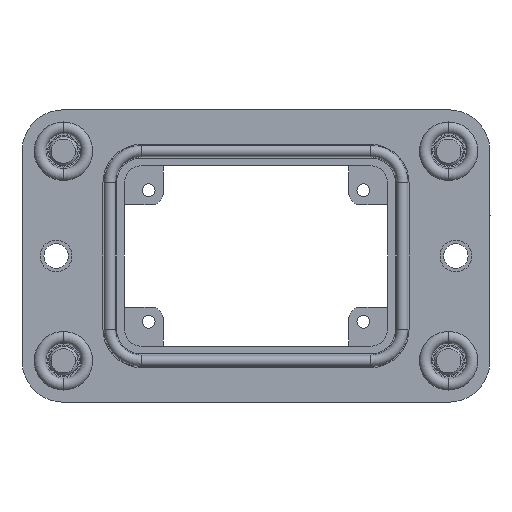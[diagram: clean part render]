
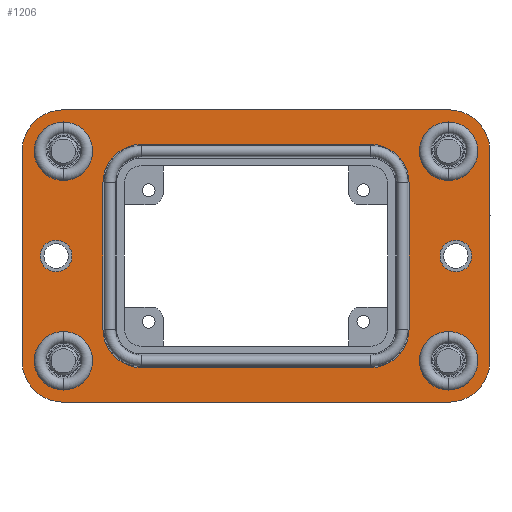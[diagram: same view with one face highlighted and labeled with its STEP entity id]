
A CAD part, front view. The second image highlights one B-rep face of the part: STEP entity #1206.
In plain terms, the highlighted planar face has unit normal (0, -1, 0).
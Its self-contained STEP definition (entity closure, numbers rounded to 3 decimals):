
#1206=ADVANCED_FACE('',(#2087,#2088,#2089,#2090,#2091,#2092,#2093,#2094),
#1474,.F.);
#1474=PLANE('',#9468);
#1761=CIRCLE('',#9202,7.9);
#1763=CIRCLE('',#9206,7.9);
#1765=CIRCLE('',#9210,7.9);
#1767=CIRCLE('',#9214,7.9);
#1785=CIRCLE('',#9244,3.25);
#1786=CIRCLE('',#9246,3.25);
#1817=CIRCLE('',#9302,3.25);
#1818=CIRCLE('',#9304,3.25);
#1841=CIRCLE('',#9342,6.);
#1842=CIRCLE('',#9344,6.);
#1863=CIRCLE('',#9380,6.);
#1864=CIRCLE('',#9382,6.);
#1887=CIRCLE('',#9420,6.);
#1888=CIRCLE('',#9422,6.);
#1909=CIRCLE('',#9458,6.);
#1910=CIRCLE('',#9460,6.);
#1911=CIRCLE('',#9462,8.5);
#1913=CIRCLE('',#9465,8.5);
#1914=CIRCLE('',#9466,8.5);
#1915=CIRCLE('',#9467,8.5);
#2087=FACE_BOUND('',#2574,.T.);
#2088=FACE_BOUND('',#2575,.T.);
#2089=FACE_BOUND('',#2576,.T.);
#2090=FACE_BOUND('',#2577,.T.);
#2091=FACE_BOUND('',#2578,.T.);
#2092=FACE_BOUND('',#2579,.T.);
#2093=FACE_BOUND('',#2580,.T.);
#2094=FACE_BOUND('',#2581,.T.);
#2574=EDGE_LOOP('',(#5958,#5959,#5960,#5961,#5962,#5963,#5964,#5965));
#2575=EDGE_LOOP('',(#5966,#5967));
#2576=EDGE_LOOP('',(#5968,#5969));
#2577=EDGE_LOOP('',(#5970,#5971));
#2578=EDGE_LOOP('',(#5972,#5973));
#2579=EDGE_LOOP('',(#5974,#5975));
#2580=EDGE_LOOP('',(#5976,#5977));
#2581=EDGE_LOOP('',(#5978,#5979,#5980,#5981,#5982,#5983,#5984,#5985));
#3157=LINE('',#14247,#3806);
#3161=LINE('',#14259,#3810);
#3167=LINE('',#14277,#3816);
#3170=LINE('',#14285,#3819);
#3245=LINE('',#14815,#3894);
#3246=LINE('',#14819,#3895);
#3247=LINE('',#14823,#3896);
#3248=LINE('',#14827,#3897);
#3806=VECTOR('',#11212,1.);
#3810=VECTOR('',#11224,1.);
#3816=VECTOR('',#11238,1.);
#3819=VECTOR('',#11251,1.);
#3894=VECTOR('',#11820,1.);
#3895=VECTOR('',#11823,1.);
#3896=VECTOR('',#11826,1.);
#3897=VECTOR('',#11829,1.);
#5958=ORIENTED_EDGE('',*,*,#8113,.T.);
#5959=ORIENTED_EDGE('',*,*,#8117,.T.);
#5960=ORIENTED_EDGE('',*,*,#8119,.T.);
#5961=ORIENTED_EDGE('',*,*,#8109,.T.);
#5962=ORIENTED_EDGE('',*,*,#8106,.T.);
#5963=ORIENTED_EDGE('',*,*,#8103,.T.);
#5964=ORIENTED_EDGE('',*,*,#8100,.T.);
#5965=ORIENTED_EDGE('',*,*,#8122,.T.);
#5966=ORIENTED_EDGE('',*,*,#8146,.T.);
#5967=ORIENTED_EDGE('',*,*,#8149,.T.);
#5968=ORIENTED_EDGE('',*,*,#8207,.T.);
#5969=ORIENTED_EDGE('',*,*,#8209,.T.);
#5970=ORIENTED_EDGE('',*,*,#8241,.T.);
#5971=ORIENTED_EDGE('',*,*,#8243,.T.);
#5972=ORIENTED_EDGE('',*,*,#8275,.T.);
#5973=ORIENTED_EDGE('',*,*,#8277,.T.);
#5974=ORIENTED_EDGE('',*,*,#8309,.T.);
#5975=ORIENTED_EDGE('',*,*,#8311,.T.);
#5976=ORIENTED_EDGE('',*,*,#8343,.T.);
#5977=ORIENTED_EDGE('',*,*,#8345,.T.);
#5978=ORIENTED_EDGE('',*,*,#8350,.T.);
#5979=ORIENTED_EDGE('',*,*,#8351,.T.);
#5980=ORIENTED_EDGE('',*,*,#8352,.T.);
#5981=ORIENTED_EDGE('',*,*,#8353,.T.);
#5982=ORIENTED_EDGE('',*,*,#8354,.T.);
#5983=ORIENTED_EDGE('',*,*,#8355,.T.);
#5984=ORIENTED_EDGE('',*,*,#8356,.T.);
#5985=ORIENTED_EDGE('',*,*,#8346,.T.);
#7035=VERTEX_POINT('',#14240);
#7036=VERTEX_POINT('',#14242);
#7038=VERTEX_POINT('',#14248);
#7040=VERTEX_POINT('',#14254);
#7042=VERTEX_POINT('',#14260);
#7045=VERTEX_POINT('',#14267);
#7046=VERTEX_POINT('',#14269);
#7048=VERTEX_POINT('',#14275);
#7066=VERTEX_POINT('',#14336);
#7067=VERTEX_POINT('',#14337);
#7102=VERTEX_POINT('',#14499);
#7103=VERTEX_POINT('',#14501);
#7122=VERTEX_POINT('',#14569);
#7123=VERTEX_POINT('',#14571);
#7142=VERTEX_POINT('',#14649);
#7143=VERTEX_POINT('',#14651);
#7162=VERTEX_POINT('',#14719);
#7163=VERTEX_POINT('',#14721);
#7182=VERTEX_POINT('',#14799);
#7183=VERTEX_POINT('',#14801);
#7184=VERTEX_POINT('',#14807);
#7185=VERTEX_POINT('',#14808);
#7188=VERTEX_POINT('',#14816);
#7189=VERTEX_POINT('',#14818);
#7190=VERTEX_POINT('',#14820);
#7191=VERTEX_POINT('',#14822);
#7192=VERTEX_POINT('',#14824);
#7193=VERTEX_POINT('',#14826);
#8100=EDGE_CURVE('',#7036,#7035,#1761,.T.);
#8103=EDGE_CURVE('',#7038,#7036,#3157,.T.);
#8106=EDGE_CURVE('',#7040,#7038,#1763,.T.);
#8109=EDGE_CURVE('',#7042,#7040,#3161,.T.);
#8113=EDGE_CURVE('',#7046,#7045,#1765,.T.);
#8117=EDGE_CURVE('',#7045,#7048,#3167,.T.);
#8119=EDGE_CURVE('',#7048,#7042,#1767,.T.);
#8122=EDGE_CURVE('',#7035,#7046,#3170,.T.);
#8146=EDGE_CURVE('',#7066,#7067,#1785,.T.);
#8149=EDGE_CURVE('',#7067,#7066,#1786,.T.);
#8207=EDGE_CURVE('',#7103,#7102,#1817,.T.);
#8209=EDGE_CURVE('',#7102,#7103,#1818,.T.);
#8241=EDGE_CURVE('',#7123,#7122,#1841,.T.);
#8243=EDGE_CURVE('',#7122,#7123,#1842,.T.);
#8275=EDGE_CURVE('',#7143,#7142,#1863,.T.);
#8277=EDGE_CURVE('',#7142,#7143,#1864,.T.);
#8309=EDGE_CURVE('',#7163,#7162,#1887,.T.);
#8311=EDGE_CURVE('',#7162,#7163,#1888,.T.);
#8343=EDGE_CURVE('',#7183,#7182,#1909,.T.);
#8345=EDGE_CURVE('',#7182,#7183,#1910,.T.);
#8346=EDGE_CURVE('',#7184,#7185,#1911,.T.);
#8350=EDGE_CURVE('',#7185,#7188,#3245,.T.);
#8351=EDGE_CURVE('',#7188,#7189,#1913,.T.);
#8352=EDGE_CURVE('',#7189,#7190,#3246,.T.);
#8353=EDGE_CURVE('',#7190,#7191,#1914,.T.);
#8354=EDGE_CURVE('',#7191,#7192,#3247,.T.);
#8355=EDGE_CURVE('',#7192,#7193,#1915,.T.);
#8356=EDGE_CURVE('',#7193,#7184,#3248,.T.);
#9202=AXIS2_PLACEMENT_3D('',#14241,#11205,#11206);
#9206=AXIS2_PLACEMENT_3D('',#14253,#11217,#11218);
#9210=AXIS2_PLACEMENT_3D('',#14268,#11230,#11231);
#9214=AXIS2_PLACEMENT_3D('',#14280,#11242,#11243);
#9244=AXIS2_PLACEMENT_3D('',#14335,#11311,#11312);
#9246=AXIS2_PLACEMENT_3D('',#14341,#11317,#11318);
#9302=AXIS2_PLACEMENT_3D('',#14500,#11451,#11452);
#9304=AXIS2_PLACEMENT_3D('',#14504,#11456,#11457);
#9342=AXIS2_PLACEMENT_3D('',#14570,#11541,#11542);
#9344=AXIS2_PLACEMENT_3D('',#14574,#11546,#11547);
#9380=AXIS2_PLACEMENT_3D('',#14650,#11627,#11628);
#9382=AXIS2_PLACEMENT_3D('',#14654,#11632,#11633);
#9420=AXIS2_PLACEMENT_3D('',#14720,#11717,#11718);
#9422=AXIS2_PLACEMENT_3D('',#14724,#11722,#11723);
#9458=AXIS2_PLACEMENT_3D('',#14800,#11803,#11804);
#9460=AXIS2_PLACEMENT_3D('',#14804,#11808,#11809);
#9462=AXIS2_PLACEMENT_3D('',#14806,#11812,#11813);
#9465=AXIS2_PLACEMENT_3D('',#14817,#11821,#11822);
#9466=AXIS2_PLACEMENT_3D('',#14821,#11824,#11825);
#9467=AXIS2_PLACEMENT_3D('',#14825,#11827,#11828);
#9468=AXIS2_PLACEMENT_3D('',#14828,#11830,#11831);
#11205=DIRECTION('',(0.,1.,0.));
#11206=DIRECTION('',(0.,0.,-1.));
#11212=DIRECTION('',(-1.,0.,0.));
#11217=DIRECTION('',(0.,1.,0.));
#11218=DIRECTION('',(1.,0.,0.));
#11224=DIRECTION('',(0.,0.,-1.));
#11230=DIRECTION('',(0.,1.,0.));
#11231=DIRECTION('',(-1.,0.,0.));
#11238=DIRECTION('',(1.,0.,0.));
#11242=DIRECTION('',(0.,1.,0.));
#11243=DIRECTION('',(0.,0.,1.));
#11251=DIRECTION('',(0.,0.,1.));
#11311=DIRECTION('',(0.,1.,0.));
#11312=DIRECTION('',(0.,0.,1.));
#11317=DIRECTION('',(0.,1.,0.));
#11318=DIRECTION('',(0.,0.,-1.));
#11451=DIRECTION('',(0.,1.,0.));
#11452=DIRECTION('',(0.,0.,-1.));
#11456=DIRECTION('',(0.,1.,0.));
#11457=DIRECTION('',(0.,0.,1.));
#11541=DIRECTION('',(0.,1.,0.));
#11542=DIRECTION('',(0.,0.,-1.));
#11546=DIRECTION('',(0.,1.,0.));
#11547=DIRECTION('',(0.,0.,1.));
#11627=DIRECTION('',(0.,1.,0.));
#11628=DIRECTION('',(0.,0.,-1.));
#11632=DIRECTION('',(0.,1.,0.));
#11633=DIRECTION('',(0.,0.,1.));
#11717=DIRECTION('',(0.,1.,0.));
#11718=DIRECTION('',(0.,0.,-1.));
#11722=DIRECTION('',(0.,1.,0.));
#11723=DIRECTION('',(0.,0.,1.));
#11803=DIRECTION('',(0.,1.,0.));
#11804=DIRECTION('',(0.,0.,-1.));
#11808=DIRECTION('',(0.,1.,0.));
#11809=DIRECTION('',(0.,0.,1.));
#11812=DIRECTION('',(0.,-1.,0.));
#11813=DIRECTION('',(0.,0.,-1.));
#11820=DIRECTION('',(0.,0.,1.));
#11821=DIRECTION('',(0.,-1.,0.));
#11822=DIRECTION('',(1.,0.,0.));
#11823=DIRECTION('',(-1.,0.,0.));
#11824=DIRECTION('',(0.,-1.,0.));
#11825=DIRECTION('',(0.,0.,1.));
#11826=DIRECTION('',(0.,0.,-1.));
#11827=DIRECTION('',(0.,-1.,0.));
#11828=DIRECTION('',(-1.,0.,0.));
#11829=DIRECTION('',(1.,0.,0.));
#11830=DIRECTION('',(0.,1.,0.));
#11831=DIRECTION('',(0.,0.,1.));
#14240=CARTESIAN_POINT('',(-31.4,-8.,-15.));
#14241=CARTESIAN_POINT('',(-23.5,-8.,-15.));
#14242=CARTESIAN_POINT('',(-23.5,-8.,-22.9));
#14247=CARTESIAN_POINT('',(23.5,-8.,-22.9));
#14248=CARTESIAN_POINT('',(23.5,-8.,-22.9));
#14253=CARTESIAN_POINT('',(23.5,-8.,-15.));
#14254=CARTESIAN_POINT('',(31.4,-8.,-15.));
#14259=CARTESIAN_POINT('',(31.4,-8.,15.));
#14260=CARTESIAN_POINT('',(31.4,-8.,15.));
#14267=CARTESIAN_POINT('',(-23.5,-8.,22.9));
#14268=CARTESIAN_POINT('',(-23.5,-8.,15.));
#14269=CARTESIAN_POINT('',(-31.4,-8.,15.));
#14275=CARTESIAN_POINT('',(23.5,-8.,22.9));
#14277=CARTESIAN_POINT('',(-23.5,-8.,22.9));
#14280=CARTESIAN_POINT('',(23.5,-8.,15.));
#14285=CARTESIAN_POINT('',(-31.4,-8.,-15.));
#14335=CARTESIAN_POINT('',(-41.,-8.,0.));
#14336=CARTESIAN_POINT('',(-41.,-8.,3.25));
#14337=CARTESIAN_POINT('',(-41.,-8.,-3.25));
#14341=CARTESIAN_POINT('',(-41.,-8.,0.));
#14499=CARTESIAN_POINT('',(41.,-8.,3.25));
#14500=CARTESIAN_POINT('',(41.,-8.,0.));
#14501=CARTESIAN_POINT('',(41.,-8.,-3.25));
#14504=CARTESIAN_POINT('',(41.,-8.,0.));
#14569=CARTESIAN_POINT('',(-39.5,-8.,27.5));
#14570=CARTESIAN_POINT('',(-39.5,-8.,21.5));
#14571=CARTESIAN_POINT('',(-39.5,-8.,15.5));
#14574=CARTESIAN_POINT('',(-39.5,-8.,21.5));
#14649=CARTESIAN_POINT('',(-39.5,-8.,-15.5));
#14650=CARTESIAN_POINT('',(-39.5,-8.,-21.5));
#14651=CARTESIAN_POINT('',(-39.5,-8.,-27.5));
#14654=CARTESIAN_POINT('',(-39.5,-8.,-21.5));
#14719=CARTESIAN_POINT('',(39.5,-8.,-15.5));
#14720=CARTESIAN_POINT('',(39.5,-8.,-21.5));
#14721=CARTESIAN_POINT('',(39.5,-8.,-27.5));
#14724=CARTESIAN_POINT('',(39.5,-8.,-21.5));
#14799=CARTESIAN_POINT('',(39.5,-8.,27.5));
#14800=CARTESIAN_POINT('',(39.5,-8.,21.5));
#14801=CARTESIAN_POINT('',(39.5,-8.,15.5));
#14804=CARTESIAN_POINT('',(39.5,-8.,21.5));
#14806=CARTESIAN_POINT('',(39.5,-8.,-21.5));
#14807=CARTESIAN_POINT('',(39.5,-8.,-30.));
#14808=CARTESIAN_POINT('',(48.,-8.,-21.5));
#14815=CARTESIAN_POINT('',(48.,-8.,-21.5));
#14816=CARTESIAN_POINT('',(48.,-8.,21.5));
#14817=CARTESIAN_POINT('',(39.5,-8.,21.5));
#14818=CARTESIAN_POINT('',(39.5,-8.,30.));
#14819=CARTESIAN_POINT('',(39.5,-8.,30.));
#14820=CARTESIAN_POINT('',(-39.5,-8.,30.));
#14821=CARTESIAN_POINT('',(-39.5,-8.,21.5));
#14822=CARTESIAN_POINT('',(-48.,-8.,21.5));
#14823=CARTESIAN_POINT('',(-48.,-8.,21.5));
#14824=CARTESIAN_POINT('',(-48.,-8.,-21.5));
#14825=CARTESIAN_POINT('',(-39.5,-8.,-21.5));
#14826=CARTESIAN_POINT('',(-39.5,-8.,-30.));
#14827=CARTESIAN_POINT('',(-39.5,-8.,-30.));
#14828=CARTESIAN_POINT('',(0.,-8.,0.));
